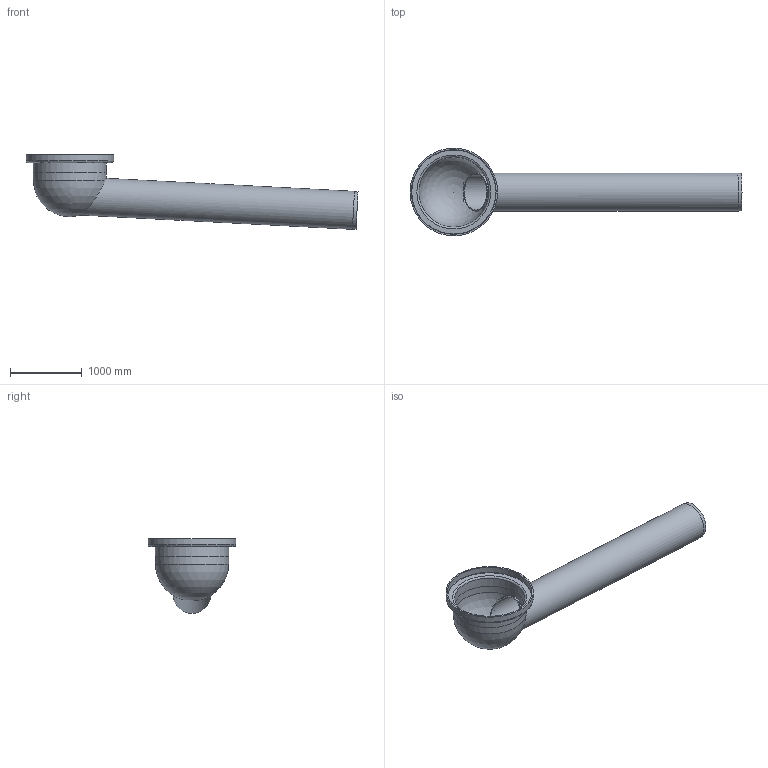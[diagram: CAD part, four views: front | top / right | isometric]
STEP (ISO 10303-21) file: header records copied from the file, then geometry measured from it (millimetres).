
FILE_DESCRIPTION(/* description */ (''),/* implementation_level */ '2;1');
FILE_NAME(/* name */ '16362.050X_3D.stp',/* time_stamp */ '2024-12-12T07:24:37+01:00',/* author */ ('CAD'),/* organization */ (''),/* preprocessor_version */ 'ST-DEVELOPER v20',/* originating_system */ 'AutoCAD Mechanical',/* authorisation */ '');
FILE_SCHEMA (('AUTOMOTIVE_DESIGN { 1 0 10303 214 3 1 1 }'));
Length unit declared in the file: centimetre
Products named in the file (2): Product; *S0
Assembly tree (1 placements, depth 2):
  Product
    *S0
Bounding box: 4623.64 x 1220 x 1040.29 mm (x, y, z)
Volume: 145065929.1 mm3; surface area: 17806680.5 mm2
Topology: 3 solids, 3 shells, 26 faces, 61 edges, 40 vertices
Faces by surface type: plane 9, cylinder 9, torus 4, sphere 2, cone 2
Full cylindrical faces by diameter (mm): 500 x1, 530 x2, 980 x2, 1020 x2, 1180 x1, 1220 x1
Entity records: 1013 total; most frequent: CARTESIAN_POINT 342, DIRECTION 146, ORIENTED_EDGE 118, AXIS2_PLACEMENT_3D 67, EDGE_CURVE 59, VERTEX_POINT 40, CIRCLE 34, EDGE_LOOP 33
